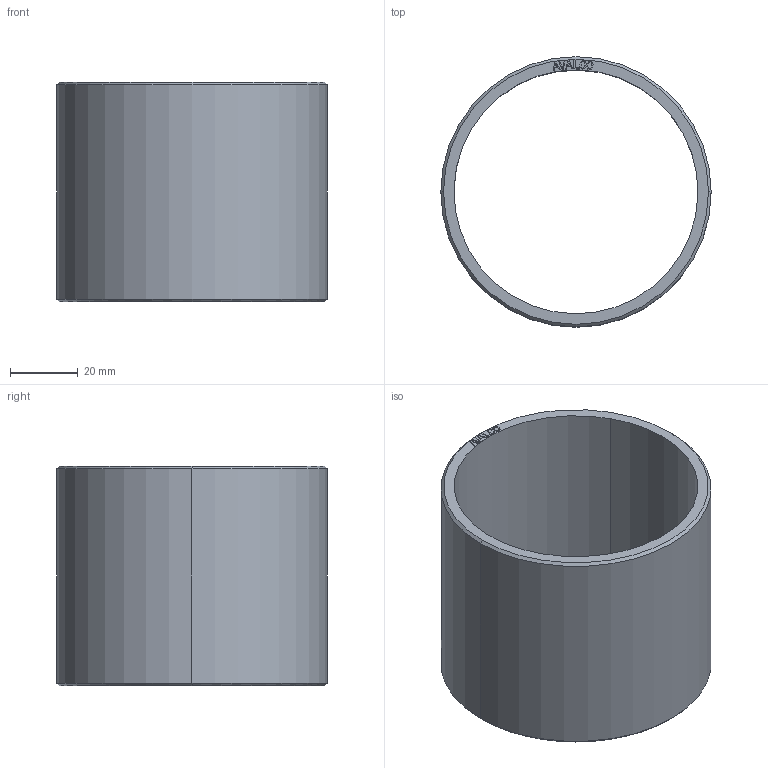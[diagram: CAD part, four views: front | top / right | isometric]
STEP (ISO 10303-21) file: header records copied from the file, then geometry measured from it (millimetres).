
FILE_DESCRIPTION(( 'RX.13.00.212.stp' ), '1');
FILE_NAME( 'RX.13.00.212.stp', '2018-10-10T11:28:49',( 'Sopra'),('sopra-pneumatic.com'), 'SwSTEP 2.0','SolidWorks 2009','' );
FILE_SCHEMA(('CONFIG_CONTROL_DESIGN'));
Length unit declared in the file: millimetre
Products named in the file (1): DS545-G212
Bounding box: 80 x 80 x 65 mm (x, y, z)
Volume: 60445.6 mm3; surface area: 32708.7 mm2
Topology: 1 solids, 1 shells, 234 faces, 638 edges, 424 vertices
Faces by surface type: plane 226, cylinder 4, cone 4
Entity records: 7186 total; most frequent: CARTESIAN_POINT 1279, ORIENTED_EDGE 1276, DIRECTION 1070, EDGE_CURVE 638, VECTOR 626, LINE 626, VERTEX_POINT 424, EDGE_LOOP 254
